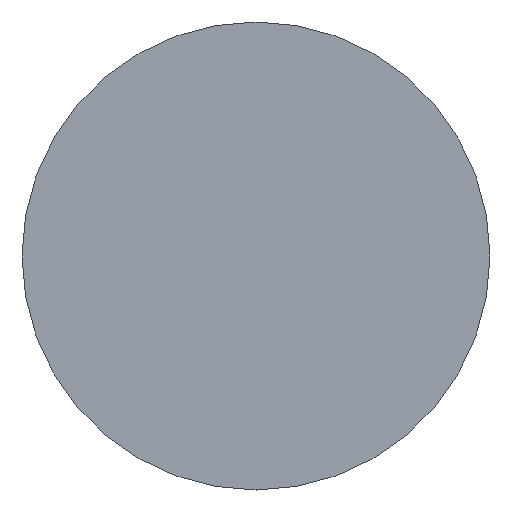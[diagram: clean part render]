
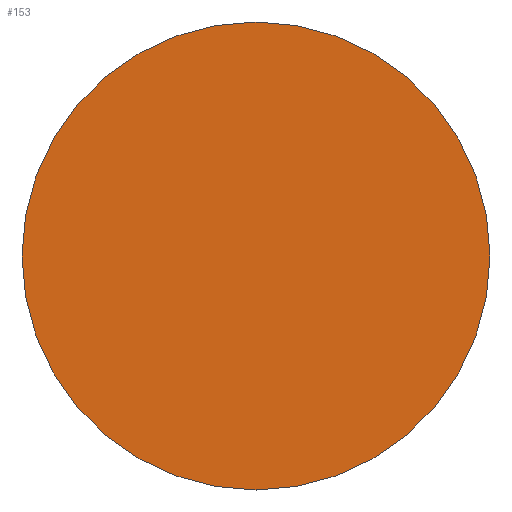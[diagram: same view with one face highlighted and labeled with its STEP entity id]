
A CAD part, left-side view. The second image highlights one B-rep face of the part: STEP entity #153.
In plain terms, the highlighted planar face has unit normal (-1, 0, 0).
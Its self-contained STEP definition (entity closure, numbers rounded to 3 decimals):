
#12 = CARTESIAN_POINT ( 'NONE',  ( 57.546, 34.689, 6.25 ) ) ;
#15 = CARTESIAN_POINT ( 'NONE',  ( 57.546, 34.689, -6.25 ) ) ;
#31 = AXIS2_PLACEMENT_3D ( 'NONE', #40, #55, #42 ) ;
#38 = CIRCLE ( 'NONE', #109, 6.25 ) ;
#40 = CARTESIAN_POINT ( 'NONE',  ( 57.546, 34.689, 0. ) ) ;
#42 = DIRECTION ( 'NONE',  ( 0., 0., 1. ) ) ;
#44 = CARTESIAN_POINT ( 'NONE',  ( 57.546, 34.689, 0. ) ) ;
#45 = CARTESIAN_POINT ( 'NONE',  ( 57.546, 34.689, 0. ) ) ;
#55 = DIRECTION ( 'NONE',  ( -1., 0., 0. ) ) ;
#57 = DIRECTION ( 'NONE',  ( 0., 0., -1. ) ) ;
#68 = ORIENTED_EDGE ( 'NONE', *, *, #122, .T. ) ;
#88 = AXIS2_PLACEMENT_3D ( 'NONE', #44, #138, #57 ) ;
#93 = DIRECTION ( 'NONE',  ( -1., 0., 0. ) ) ;
#104 = DIRECTION ( 'NONE',  ( 0., 0., 1. ) ) ;
#107 = ORIENTED_EDGE ( 'NONE', *, *, #180, .T. ) ;
#108 = CIRCLE ( 'NONE', #31, 6.25 ) ;
#109 = AXIS2_PLACEMENT_3D ( 'NONE', #45, #93, #104 ) ;
#110 = FACE_OUTER_BOUND ( 'NONE', #182, .T. ) ;
#122 = EDGE_CURVE ( 'NONE', #161, #178, #108, .T. ) ;
#138 = DIRECTION ( 'NONE',  ( 1., 0., 0. ) ) ;
#153 = ADVANCED_FACE ( 'NONE', ( #110 ), #175, .F. ) ;
#161 = VERTEX_POINT ( 'NONE', #12 ) ;
#175 = PLANE ( 'NONE',  #88 ) ;
#178 = VERTEX_POINT ( 'NONE', #15 ) ;
#180 = EDGE_CURVE ( 'NONE', #178, #161, #38, .T. ) ;
#182 = EDGE_LOOP ( 'NONE', ( #68, #107 ) ) ;
